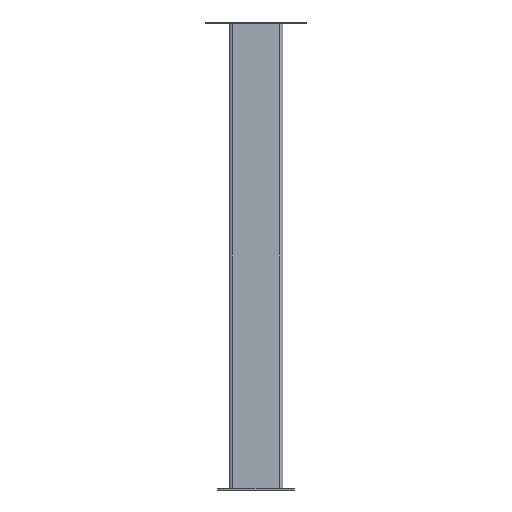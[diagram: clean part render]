
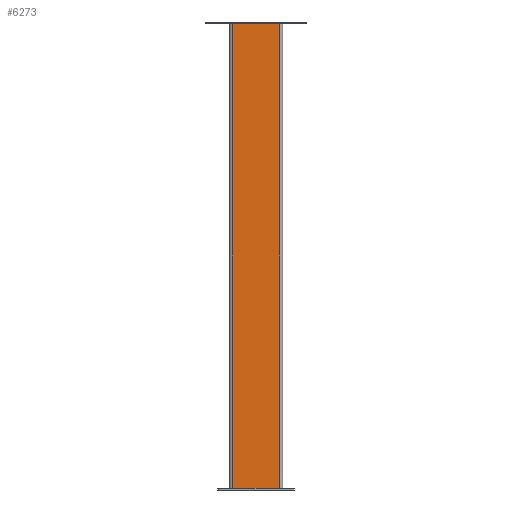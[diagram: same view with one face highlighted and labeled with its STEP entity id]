
A CAD part, front view. The second image highlights one B-rep face of the part: STEP entity #6273.
In plain terms, the highlighted planar face has unit normal (0, -1, 0).
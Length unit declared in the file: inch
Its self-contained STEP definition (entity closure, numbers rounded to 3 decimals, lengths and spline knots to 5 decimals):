
#849 = LINE ( 'NONE', #13258, #11772 ) ;
#1014 = VECTOR ( 'NONE', #7527, 39.37008 ) ;
#1923 = EDGE_CURVE ( 'NONE', #16445, #11885, #17125, .T. ) ;
#2036 = PLANE ( 'NONE',  #13576 ) ;
#2827 = CARTESIAN_POINT ( 'NONE',  ( 1.775, -2., 80.0501 ) ) ;
#2925 = ORIENTED_EDGE ( 'NONE', *, *, #1923, .T. ) ;
#3178 = ORIENTED_EDGE ( 'NONE', *, *, #13861, .F. ) ;
#3691 = CARTESIAN_POINT ( 'NONE',  ( 1.775, -2., 34.75 ) ) ;
#3741 = DIRECTION ( 'NONE',  ( 0., 0., -1. ) ) ;
#4259 = ORIENTED_EDGE ( 'NONE', *, *, #17522, .T. ) ;
#4352 = DIRECTION ( 'NONE',  ( 0., 0., -1. ) ) ;
#4593 = CARTESIAN_POINT ( 'NONE',  ( 0., -2., 0. ) ) ;
#4803 = ORIENTED_EDGE ( 'NONE', *, *, #13314, .F. ) ;
#4818 = DIRECTION ( 'NONE',  ( 0., 0., -1. ) ) ;
#6273 = ADVANCED_FACE ( 'NONE', ( #10227 ), #2036, .T. ) ;
#7042 = CARTESIAN_POINT ( 'NONE',  ( -1.775, -2., 34.75 ) ) ;
#7527 = DIRECTION ( 'NONE',  ( 1., 0., 0. ) ) ;
#7875 = CARTESIAN_POINT ( 'NONE',  ( -2., -2., 0. ) ) ;
#8098 = LINE ( 'NONE', #16271, #13386 ) ;
#8416 = CARTESIAN_POINT ( 'NONE',  ( 1.775, -2., 0. ) ) ;
#8656 = LINE ( 'NONE', #2827, #15099 ) ;
#9247 = CARTESIAN_POINT ( 'NONE',  ( -1.775, -2., 0. ) ) ;
#9417 = DIRECTION ( 'NONE',  ( 0., -1., 0. ) ) ;
#10227 = FACE_OUTER_BOUND ( 'NONE', #15727, .T. ) ;
#10531 = DIRECTION ( 'NONE',  ( 1., 0., 0. ) ) ;
#10920 = VERTEX_POINT ( 'NONE', #7042 ) ;
#11772 = VECTOR ( 'NONE', #4818, 39.37008 ) ;
#11885 = VERTEX_POINT ( 'NONE', #8416 ) ;
#13258 = CARTESIAN_POINT ( 'NONE',  ( -1.775, -2., 0. ) ) ;
#13314 = EDGE_CURVE ( 'NONE', #13867, #11885, #8656, .T. ) ;
#13386 = VECTOR ( 'NONE', #10531, 39.37008 ) ;
#13576 = AXIS2_PLACEMENT_3D ( 'NONE', #7875, #9417, #3741 ) ;
#13861 = EDGE_CURVE ( 'NONE', #10920, #13867, #8098, .T. ) ;
#13867 = VERTEX_POINT ( 'NONE', #3691 ) ;
#15099 = VECTOR ( 'NONE', #4352, 39.37008 ) ;
#15727 = EDGE_LOOP ( 'NONE', ( #2925, #4803, #3178, #4259 ) ) ;
#16271 = CARTESIAN_POINT ( 'NONE',  ( 0., -2., 34.75 ) ) ;
#16445 = VERTEX_POINT ( 'NONE', #9247 ) ;
#17125 = LINE ( 'NONE', #4593, #1014 ) ;
#17522 = EDGE_CURVE ( 'NONE', #10920, #16445, #849, .T. ) ;
